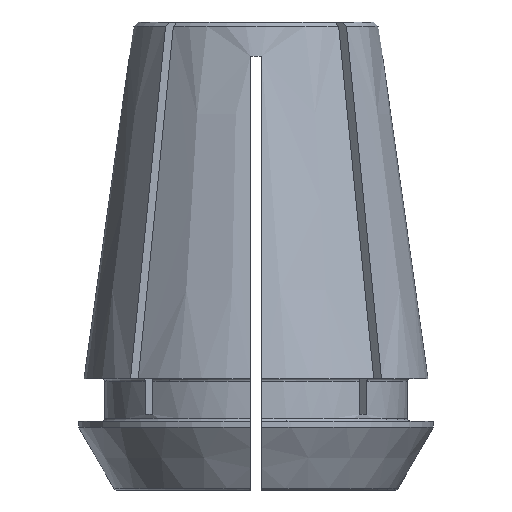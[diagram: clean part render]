
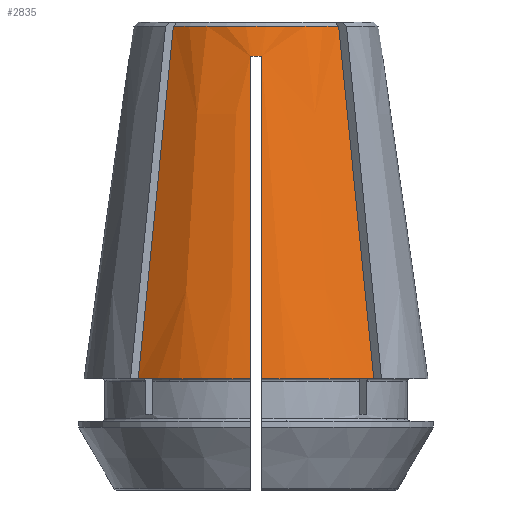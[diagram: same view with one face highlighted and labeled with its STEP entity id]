
A CAD part, left-side view. The second image highlights one B-rep face of the part: STEP entity #2835.
In plain terms, the highlighted conical face has half-angle 8 degrees and reference radius 8.86 mm.
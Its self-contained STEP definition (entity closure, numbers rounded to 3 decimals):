
#53=CONICAL_SURFACE('',#3062,8.86,0.14);
#137=CIRCLE('',#3018,9.211);
#166=CIRCLE('',#3063,8.902);
#167=CIRCLE('',#3064,12.5);
#168=CIRCLE('',#3065,12.5);
#982=ORIENTED_EDGE('',*,*,#1867,.F.);
#983=ORIENTED_EDGE('',*,*,#1868,.T.);
#984=ORIENTED_EDGE('',*,*,#1869,.T.);
#985=ORIENTED_EDGE('',*,*,#1775,.F.);
#986=ORIENTED_EDGE('',*,*,#1772,.F.);
#987=ORIENTED_EDGE('',*,*,#1812,.T.);
#988=ORIENTED_EDGE('',*,*,#1870,.T.);
#989=ORIENTED_EDGE('',*,*,#1871,.F.);
#1772=EDGE_CURVE('',#2219,#2220,#137,.T.);
#1775=EDGE_CURVE('',#2220,#2222,#2393,.T.);
#1812=EDGE_CURVE('',#2219,#2257,#2402,.T.);
#1867=EDGE_CURVE('',#2299,#2300,#166,.T.);
#1868=EDGE_CURVE('',#2299,#2301,#2414,.T.);
#1869=EDGE_CURVE('',#2301,#2222,#167,.T.);
#1870=EDGE_CURVE('',#2257,#2302,#168,.T.);
#1871=EDGE_CURVE('',#2300,#2302,#2415,.T.);
#2219=VERTEX_POINT('',#4666);
#2220=VERTEX_POINT('',#4668);
#2222=VERTEX_POINT('',#4683);
#2257=VERTEX_POINT('',#4779);
#2299=VERTEX_POINT('',#4939);
#2300=VERTEX_POINT('',#4940);
#2301=VERTEX_POINT('',#4948);
#2302=VERTEX_POINT('',#4951);
#2393=B_SPLINE_CURVE_WITH_KNOTS('',3,(#4673,#4674,#4675,#4676,#4677,#4678,
#4679,#4680,#4681,#4682),.UNSPECIFIED.,.F.,.F.,(4,3,3,4),(0.014,
0.017,0.034,0.038),.UNSPECIFIED.);
#2402=B_SPLINE_CURVE_WITH_KNOTS('',3,(#4780,#4781,#4782,#4783,#4784,#4785,
#4786,#4787,#4788,#4789),.UNSPECIFIED.,.F.,.F.,(4,3,3,4),(0.014,
0.017,0.034,0.038),.UNSPECIFIED.);
#2414=B_SPLINE_CURVE_WITH_KNOTS('',3,(#4941,#4942,#4943,#4944,#4945,#4946,
#4947),.UNSPECIFIED.,.F.,.F.,(4,3,4),(0.,0.016,
0.026),.UNSPECIFIED.);
#2415=B_SPLINE_CURVE_WITH_KNOTS('',3,(#4952,#4953,#4954,#4955,#4956,#4957,
#4958),.UNSPECIFIED.,.F.,.F.,(4,3,4),(0.,0.016,
0.026),.UNSPECIFIED.);
#2463=EDGE_LOOP('',(#982,#983,#984,#985,#986,#987,#988,#989));
#2615=FACE_BOUND('',#2463,.T.);
#2835=ADVANCED_FACE('',(#2615),#53,.T.);
#3018=AXIS2_PLACEMENT_3D('',#4667,#3511,#3512);
#3062=AXIS2_PLACEMENT_3D('',#4937,#3644,#3645);
#3063=AXIS2_PLACEMENT_3D('',#4938,#3646,#3647);
#3064=AXIS2_PLACEMENT_3D('',#4949,#3648,#3649);
#3065=AXIS2_PLACEMENT_3D('',#4950,#3650,#3651);
#3511=DIRECTION('',(0.,0.,-1.));
#3512=DIRECTION('',(-1.,0.,0.));
#3644=DIRECTION('',(0.,0.,-1.));
#3645=DIRECTION('',(-1.,0.,0.));
#3646=DIRECTION('',(0.,0.,1.));
#3647=DIRECTION('',(1.,0.,0.));
#3648=DIRECTION('',(0.,0.,1.));
#3649=DIRECTION('',(1.,0.,0.));
#3650=DIRECTION('',(0.,0.,1.));
#3651=DIRECTION('',(1.,0.,0.));
#4666=CARTESIAN_POINT('',(-9.203,-0.4,26.5));
#4667=CARTESIAN_POINT('',(0.,0.,26.5));
#4668=CARTESIAN_POINT('',(-9.203,0.4,26.5));
#4673=CARTESIAN_POINT('',(-9.203,0.4,26.5));
#4674=CARTESIAN_POINT('',(-9.338,0.4,25.536));
#4675=CARTESIAN_POINT('',(-9.474,0.4,24.572));
#4676=CARTESIAN_POINT('',(-9.609,0.4,23.608));
#4677=CARTESIAN_POINT('',(-10.393,0.4,18.034));
#4678=CARTESIAN_POINT('',(-11.177,0.4,12.461));
#4679=CARTESIAN_POINT('',(-11.961,0.4,6.887));
#4680=CARTESIAN_POINT('',(-12.139,0.4,5.625));
#4681=CARTESIAN_POINT('',(-12.316,0.4,4.362));
#4682=CARTESIAN_POINT('',(-12.494,0.4,3.1));
#4683=CARTESIAN_POINT('',(-12.494,0.4,3.1));
#4779=CARTESIAN_POINT('',(-12.494,-0.4,3.1));
#4780=CARTESIAN_POINT('',(-9.203,-0.4,26.5));
#4781=CARTESIAN_POINT('',(-9.338,-0.4,25.536));
#4782=CARTESIAN_POINT('',(-9.474,-0.4,24.572));
#4783=CARTESIAN_POINT('',(-9.609,-0.4,23.608));
#4784=CARTESIAN_POINT('',(-10.393,-0.4,18.034));
#4785=CARTESIAN_POINT('',(-11.177,-0.4,12.461));
#4786=CARTESIAN_POINT('',(-11.961,-0.4,6.887));
#4787=CARTESIAN_POINT('',(-12.139,-0.4,5.625));
#4788=CARTESIAN_POINT('',(-12.316,-0.4,4.362));
#4789=CARTESIAN_POINT('',(-12.494,-0.4,3.1));
#4937=CARTESIAN_POINT('',(0.,0.,29.));
#4938=CARTESIAN_POINT('',(0.,0.,28.703));
#4939=CARTESIAN_POINT('',(-6.571,6.005,28.703));
#4940=CARTESIAN_POINT('',(-6.571,-6.005,28.703));
#4941=CARTESIAN_POINT('',(-6.571,6.005,28.703));
#4942=CARTESIAN_POINT('',(-7.084,6.518,23.544));
#4943=CARTESIAN_POINT('',(-7.597,7.031,18.386));
#4944=CARTESIAN_POINT('',(-8.11,7.544,13.227));
#4945=CARTESIAN_POINT('',(-8.446,7.88,9.851));
#4946=CARTESIAN_POINT('',(-8.782,8.216,6.476));
#4947=CARTESIAN_POINT('',(-9.117,8.551,3.1));
#4948=CARTESIAN_POINT('',(-9.117,8.551,3.1));
#4949=CARTESIAN_POINT('',(0.,0.,3.1));
#4950=CARTESIAN_POINT('',(0.,0.,3.1));
#4951=CARTESIAN_POINT('',(-9.117,-8.551,3.1));
#4952=CARTESIAN_POINT('',(-6.571,-6.005,28.703));
#4953=CARTESIAN_POINT('',(-7.084,-6.518,23.544));
#4954=CARTESIAN_POINT('',(-7.597,-7.031,18.386));
#4955=CARTESIAN_POINT('',(-8.11,-7.544,13.227));
#4956=CARTESIAN_POINT('',(-8.446,-7.88,9.851));
#4957=CARTESIAN_POINT('',(-8.782,-8.216,6.476));
#4958=CARTESIAN_POINT('',(-9.117,-8.551,3.1));
